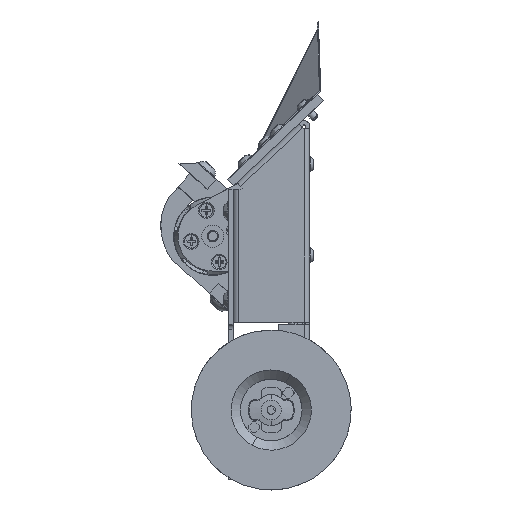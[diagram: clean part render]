
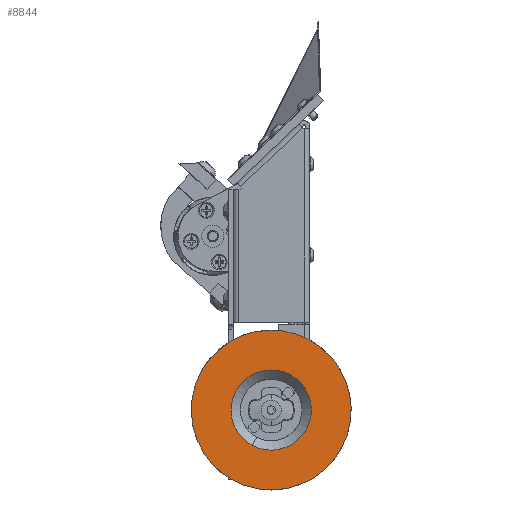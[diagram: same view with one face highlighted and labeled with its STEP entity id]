
A CAD part, left-side view. The second image highlights one B-rep face of the part: STEP entity #8844.
In plain terms, the highlighted planar face has unit normal (-1, 0, 0).
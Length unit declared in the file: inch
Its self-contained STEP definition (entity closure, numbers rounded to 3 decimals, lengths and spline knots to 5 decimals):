
#2676 = VERTEX_POINT ( 'NONE', #27017 ) ;
#2774 = CARTESIAN_POINT ( 'NONE',  ( 0., 0., 0. ) ) ;
#3042 = AXIS2_PLACEMENT_3D ( 'NONE', #24861, #64557, #30600 ) ;
#5738 = CARTESIAN_POINT ( 'NONE',  ( 0., 0., 1.125 ) ) ;
#8593 = EDGE_CURVE ( 'NONE', #16011, #45951, #50358, .T. ) ;
#8844 = ADVANCED_FACE ( 'NONE', ( #68038, #54803 ), #70781, .F. ) ;
#9969 = ORIENTED_EDGE ( 'NONE', *, *, #18835, .F. ) ;
#15659 = EDGE_CURVE ( 'NONE', #22229, #2676, #28800, .T. ) ;
#16011 = VERTEX_POINT ( 'NONE', #65517 ) ;
#17948 = ORIENTED_EDGE ( 'NONE', *, *, #45930, .F. ) ;
#18273 = AXIS2_PLACEMENT_3D ( 'NONE', #2774, #53979, #19932 ) ;
#18835 = EDGE_CURVE ( 'NONE', #45951, #16011, #59503, .T. ) ;
#19932 = DIRECTION ( 'NONE',  ( 0., 0., -1. ) ) ;
#21842 = ORIENTED_EDGE ( 'NONE', *, *, #8593, .F. ) ;
#21895 = EDGE_LOOP ( 'NONE', ( #40777, #17948 ) ) ;
#22229 = VERTEX_POINT ( 'NONE', #73402 ) ;
#24669 = CARTESIAN_POINT ( 'NONE',  ( 0., 0., 0. ) ) ;
#24861 = CARTESIAN_POINT ( 'NONE',  ( 0., 0., 0. ) ) ;
#27017 = CARTESIAN_POINT ( 'NONE',  ( 0., 0.56459, 0. ) ) ;
#28391 = CARTESIAN_POINT ( 'NONE',  ( 0., 0., 0. ) ) ;
#28800 = CIRCLE ( 'NONE', #42782, 0.56459 ) ;
#30405 = DIRECTION ( 'NONE',  ( 0., 0., -1. ) ) ;
#30600 = DIRECTION ( 'NONE',  ( 0., 0., -1. ) ) ;
#32323 = CIRCLE ( 'NONE', #66368, 0.56459 ) ;
#33818 = CARTESIAN_POINT ( 'NONE',  ( 0., 0., 0. ) ) ;
#34124 = DIRECTION ( 'NONE',  ( 0., -1., 0. ) ) ;
#38767 = AXIS2_PLACEMENT_3D ( 'NONE', #24669, #64364, #30405 ) ;
#39506 = DIRECTION ( 'NONE',  ( 0., -1., 0. ) ) ;
#40777 = ORIENTED_EDGE ( 'NONE', *, *, #15659, .F. ) ;
#42782 = AXIS2_PLACEMENT_3D ( 'NONE', #33818, #73487, #39506 ) ;
#45930 = EDGE_CURVE ( 'NONE', #2676, #22229, #32323, .T. ) ;
#45951 = VERTEX_POINT ( 'NONE', #5738 ) ;
#50358 = CIRCLE ( 'NONE', #38767, 1.125 ) ;
#53979 = DIRECTION ( 'NONE',  ( 1., 0., 0. ) ) ;
#54803 = FACE_BOUND ( 'NONE', #21895, .T. ) ;
#59503 = CIRCLE ( 'NONE', #3042, 1.125 ) ;
#64285 = EDGE_LOOP ( 'NONE', ( #9969, #21842 ) ) ;
#64364 = DIRECTION ( 'NONE',  ( 1., 0., 0. ) ) ;
#64557 = DIRECTION ( 'NONE',  ( 1., 0., 0. ) ) ;
#65517 = CARTESIAN_POINT ( 'NONE',  ( 0., 0., -1.125 ) ) ;
#66368 = AXIS2_PLACEMENT_3D ( 'NONE', #28391, #68078, #34124 ) ;
#68038 = FACE_OUTER_BOUND ( 'NONE', #64285, .T. ) ;
#68078 = DIRECTION ( 'NONE',  ( -1., 0., 0. ) ) ;
#70781 = PLANE ( 'NONE',  #18273 ) ;
#73402 = CARTESIAN_POINT ( 'NONE',  ( 0., -0.56459, 0. ) ) ;
#73487 = DIRECTION ( 'NONE',  ( -1., 0., 0. ) ) ;
